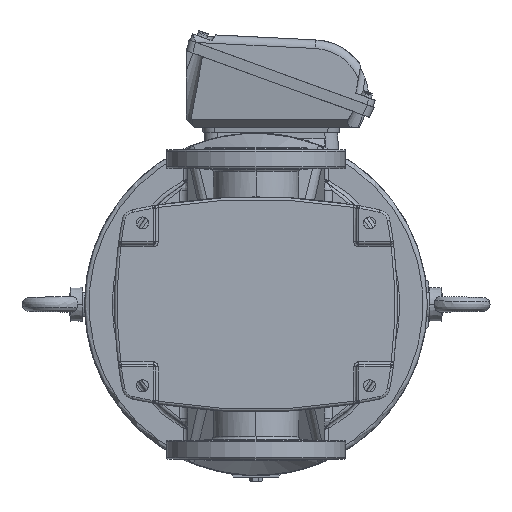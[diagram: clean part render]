
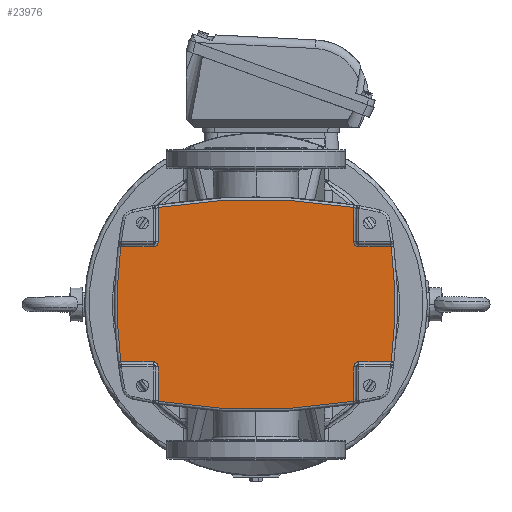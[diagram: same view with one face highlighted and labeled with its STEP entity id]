
A CAD part, front view. The second image highlights one B-rep face of the part: STEP entity #23976.
In plain terms, the highlighted planar face has unit normal (0, -1, 0).
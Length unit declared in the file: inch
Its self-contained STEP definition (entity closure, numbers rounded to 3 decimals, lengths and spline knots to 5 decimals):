
#183 = EDGE_CURVE ( 'NONE', #33780, #67820, #108186, .T. ) ;
#975 = CIRCLE ( 'NONE', #25426, 0.23622 ) ;
#1057 = CARTESIAN_POINT ( 'NONE',  ( -5.10078, -12.14937, 30.80709 ) ) ;
#4371 = DIRECTION ( 'NONE',  ( 0., -1., 0. ) ) ;
#5462 = LINE ( 'NONE', #16929, #120530 ) ;
#5666 = CARTESIAN_POINT ( 'NONE',  ( 2.22654, -12.14937, 21.83071 ) ) ;
#7002 = VERTEX_POINT ( 'NONE', #9715 ) ;
#7370 = AXIS2_PLACEMENT_3D ( 'NONE', #15562, #111385, #103090 ) ;
#7509 = CARTESIAN_POINT ( 'NONE',  ( -2.22676, -12.14937, 41.47638 ) ) ;
#9715 = CARTESIAN_POINT ( 'NONE',  ( 0.41111, -12.14937, 32.53468 ) ) ;
#9892 = ORIENTED_EDGE ( 'NONE', *, *, #60585, .T. ) ;
#11029 = CARTESIAN_POINT ( 'NONE',  ( -6.68003, -12.14937, 21.83071 ) ) ;
#12173 = EDGE_CURVE ( 'NONE', #38283, #50609, #23622, .T. ) ;
#13603 = DIRECTION ( 'NONE',  ( -1., 0., 0. ) ) ;
#13771 = LINE ( 'NONE', #14411, #42920 ) ;
#14032 = CARTESIAN_POINT ( 'NONE',  ( -6.68002, -12.14937, 21.83071 ) ) ;
#14411 = CARTESIAN_POINT ( 'NONE',  ( -4.86456, -12.14937, 21.59449 ) ) ;
#14719 = VERTEX_POINT ( 'NONE', #86567 ) ;
#15018 = EDGE_CURVE ( 'NONE', #52517, #37546, #975, .T. ) ;
#15562 = CARTESIAN_POINT ( 'NONE',  ( -2.22676, -12.14937, 26.3189 ) ) ;
#16848 = VECTOR ( 'NONE', #13603, 39.37008 ) ;
#16929 = CARTESIAN_POINT ( 'NONE',  ( -5.10078, -12.14937, 30.80709 ) ) ;
#18041 = ORIENTED_EDGE ( 'NONE', *, *, #183, .T. ) ;
#18499 = AXIS2_PLACEMENT_3D ( 'NONE', #7509, #34994, #65030 ) ;
#19029 = ORIENTED_EDGE ( 'NONE', *, *, #62106, .T. ) ;
#20776 = CARTESIAN_POINT ( 'NONE',  ( -4.86456, -12.14937, 32.53464 ) ) ;
#20919 = CIRCLE ( 'NONE', #33189, 0.23622 ) ;
#23261 = CIRCLE ( 'NONE', #55973, 27.44094 ) ;
#23442 = ORIENTED_EDGE ( 'NONE', *, *, #54957, .T. ) ;
#23565 = DIRECTION ( 'NONE',  ( 0.122, 0., 0.992 ) ) ;
#23622 = LINE ( 'NONE', #14032, #97390 ) ;
#23781 = DIRECTION ( 'NONE',  ( 0., -1., 0. ) ) ;
#23976 = ADVANCED_FACE ( 'NONE', ( #121614 ), #35367, .F. ) ;
#24822 = CIRCLE ( 'NONE', #47306, 21.53543 ) ;
#25268 = ORIENTED_EDGE ( 'NONE', *, *, #97005, .T. ) ;
#25426 = AXIS2_PLACEMENT_3D ( 'NONE', #39081, #104914, #57042 ) ;
#25541 = CARTESIAN_POINT ( 'NONE',  ( 0.64725, -12.14937, 21.83071 ) ) ;
#26276 = DIRECTION ( 'NONE',  ( 0.987, 0., -0.164 ) ) ;
#28406 = LINE ( 'NONE', #57197, #45625 ) ;
#30162 = VERTEX_POINT ( 'NONE', #1057 ) ;
#30397 = LINE ( 'NONE', #20776, #73265 ) ;
#31503 = VERTEX_POINT ( 'NONE', #93546 ) ;
#31947 = DIRECTION ( 'NONE',  ( 0., -1., 0. ) ) ;
#32233 = EDGE_CURVE ( 'NONE', #103040, #14719, #85757, .T. ) ;
#33189 = AXIS2_PLACEMENT_3D ( 'NONE', #80418, #68948, #119374 ) ;
#33780 = VERTEX_POINT ( 'NONE', #76980 ) ;
#34994 = DIRECTION ( 'NONE',  ( 0., -1., 0. ) ) ;
#35326 = CIRCLE ( 'NONE', #57779, 27.44094 ) ;
#35367 = PLANE ( 'NONE',  #7370 ) ;
#35529 = DIRECTION ( 'NONE',  ( 0., 1., 0. ) ) ;
#37546 = VERTEX_POINT ( 'NONE', #44265 ) ;
#38283 = VERTEX_POINT ( 'NONE', #11029 ) ;
#39081 = CARTESIAN_POINT ( 'NONE',  ( 0.64725, -12.14937, 31.04331 ) ) ;
#41268 = DIRECTION ( 'NONE',  ( 0., 1., 0. ) ) ;
#41543 = CARTESIAN_POINT ( 'NONE',  ( 20.39135, -12.14937, 26.3189 ) ) ;
#41789 = VERTEX_POINT ( 'NONE', #64955 ) ;
#42195 = DIRECTION ( 'NONE',  ( 1., 0., 0. ) ) ;
#42869 = CARTESIAN_POINT ( 'NONE',  ( 0.64725, -12.14937, 21.83071 ) ) ;
#42920 = VECTOR ( 'NONE', #112133, 39.37008 ) ;
#43150 = VERTEX_POINT ( 'NONE', #5666 ) ;
#43696 = ORIENTED_EDGE ( 'NONE', *, *, #56055, .T. ) ;
#44265 = CARTESIAN_POINT ( 'NONE',  ( 0.41103, -12.14937, 31.04331 ) ) ;
#45625 = VECTOR ( 'NONE', #67368, 39.37008 ) ;
#46415 = DIRECTION ( 'NONE',  ( 0., 0., 1. ) ) ;
#47306 = AXIS2_PLACEMENT_3D ( 'NONE', #111062, #4371, #23565 ) ;
#50430 = ORIENTED_EDGE ( 'NONE', *, *, #86188, .T. ) ;
#50609 = VERTEX_POINT ( 'NONE', #71486 ) ;
#52517 = VERTEX_POINT ( 'NONE', #117114 ) ;
#54365 = LINE ( 'NONE', #25541, #96654 ) ;
#54793 = CARTESIAN_POINT ( 'NONE',  ( -4.86456, -12.14937, 32.53464 ) ) ;
#54957 = EDGE_CURVE ( 'NONE', #31503, #30162, #65395, .T. ) ;
#55973 = AXIS2_PLACEMENT_3D ( 'NONE', #41543, #31947, #81125 ) ;
#55982 = CARTESIAN_POINT ( 'NONE',  ( 0.41103, -12.14937, 20.10316 ) ) ;
#56055 = EDGE_CURVE ( 'NONE', #30162, #41789, #5462, .T. ) ;
#57042 = DIRECTION ( 'NONE',  ( 0., 0., -1. ) ) ;
#57197 = CARTESIAN_POINT ( 'NONE',  ( 0.41103, -12.14937, 31.04331 ) ) ;
#57779 = AXIS2_PLACEMENT_3D ( 'NONE', #113788, #23781, #26276 ) ;
#59064 = EDGE_CURVE ( 'NONE', #73613, #52517, #70482, .T. ) ;
#59201 = DIRECTION ( 'NONE',  ( 1., 0., 0. ) ) ;
#60585 = EDGE_CURVE ( 'NONE', #50609, #120486, #20919, .T. ) ;
#61252 = AXIS2_PLACEMENT_3D ( 'NONE', #94929, #35529, #104481 ) ;
#61909 = ORIENTED_EDGE ( 'NONE', *, *, #75889, .T. ) ;
#62106 = EDGE_CURVE ( 'NONE', #37546, #7002, #28406, .T. ) ;
#62163 = VECTOR ( 'NONE', #46415, 39.37008 ) ;
#62690 = ORIENTED_EDGE ( 'NONE', *, *, #74284, .T. ) ;
#62729 = EDGE_CURVE ( 'NONE', #67820, #43150, #54365, .T. ) ;
#64410 = EDGE_LOOP ( 'NONE', ( #62690, #69735, #71588, #19029, #122588, #124800, #23442, #43696, #61909, #99449, #9892, #25268, #109430, #50430, #18041, #97709 ) ) ;
#64546 = DIRECTION ( 'NONE',  ( 1., 0., 0. ) ) ;
#64955 = CARTESIAN_POINT ( 'NONE',  ( -6.68008, -12.14937, 30.80709 ) ) ;
#65030 = DIRECTION ( 'NONE',  ( -0.122, 0., -0.992 ) ) ;
#65395 = CIRCLE ( 'NONE', #98035, 0.23622 ) ;
#67368 = DIRECTION ( 'NONE',  ( 0., 0., 1. ) ) ;
#67820 = VERTEX_POINT ( 'NONE', #42869 ) ;
#68663 = LINE ( 'NONE', #55982, #62163 ) ;
#68948 = DIRECTION ( 'NONE',  ( 0., 1., 0. ) ) ;
#69735 = ORIENTED_EDGE ( 'NONE', *, *, #59064, .T. ) ;
#70482 = LINE ( 'NONE', #90946, #16848 ) ;
#71486 = CARTESIAN_POINT ( 'NONE',  ( -5.10078, -12.14937, 21.83071 ) ) ;
#71588 = ORIENTED_EDGE ( 'NONE', *, *, #15018, .T. ) ;
#71798 = EDGE_CURVE ( 'NONE', #7002, #83591, #24822, .T. ) ;
#72557 = DIRECTION ( 'NONE',  ( -1., 0., 0. ) ) ;
#73265 = VECTOR ( 'NONE', #118514, 39.37008 ) ;
#73613 = VERTEX_POINT ( 'NONE', #98098 ) ;
#74258 = CARTESIAN_POINT ( 'NONE',  ( -4.86456, -12.14937, 20.10326 ) ) ;
#74284 = EDGE_CURVE ( 'NONE', #43150, #73613, #35326, .T. ) ;
#75889 = EDGE_CURVE ( 'NONE', #41789, #38283, #23261, .T. ) ;
#76980 = CARTESIAN_POINT ( 'NONE',  ( 0.41103, -12.14937, 21.59449 ) ) ;
#80418 = CARTESIAN_POINT ( 'NONE',  ( -5.10078, -12.14937, 21.59449 ) ) ;
#81125 = DIRECTION ( 'NONE',  ( -0.987, 0., 0.164 ) ) ;
#83591 = VERTEX_POINT ( 'NONE', #54793 ) ;
#85757 = CIRCLE ( 'NONE', #18499, 21.53543 ) ;
#86188 = EDGE_CURVE ( 'NONE', #14719, #33780, #68663, .T. ) ;
#86567 = CARTESIAN_POINT ( 'NONE',  ( 0.41106, -12.14937, 20.10311 ) ) ;
#88566 = CARTESIAN_POINT ( 'NONE',  ( -5.10078, -12.14937, 31.04331 ) ) ;
#90946 = CARTESIAN_POINT ( 'NONE',  ( 2.22649, -12.14937, 30.80709 ) ) ;
#93546 = CARTESIAN_POINT ( 'NONE',  ( -4.86456, -12.14937, 31.04331 ) ) ;
#94929 = CARTESIAN_POINT ( 'NONE',  ( 0.64725, -12.14937, 21.59449 ) ) ;
#96654 = VECTOR ( 'NONE', #64546, 39.37008 ) ;
#97005 = EDGE_CURVE ( 'NONE', #120486, #103040, #13771, .T. ) ;
#97390 = VECTOR ( 'NONE', #42195, 39.37008 ) ;
#97709 = ORIENTED_EDGE ( 'NONE', *, *, #62729, .T. ) ;
#98035 = AXIS2_PLACEMENT_3D ( 'NONE', #88566, #41268, #59201 ) ;
#98098 = CARTESIAN_POINT ( 'NONE',  ( 2.22654, -12.14937, 30.80712 ) ) ;
#99449 = ORIENTED_EDGE ( 'NONE', *, *, #12173, .T. ) ;
#103040 = VERTEX_POINT ( 'NONE', #74258 ) ;
#103090 = DIRECTION ( 'NONE',  ( 1., 0., 0. ) ) ;
#104481 = DIRECTION ( 'NONE',  ( -1., 0., 0. ) ) ;
#104914 = DIRECTION ( 'NONE',  ( 0., 1., 0. ) ) ;
#105449 = CARTESIAN_POINT ( 'NONE',  ( -4.86456, -12.14937, 21.59449 ) ) ;
#108186 = CIRCLE ( 'NONE', #61252, 0.23622 ) ;
#109430 = ORIENTED_EDGE ( 'NONE', *, *, #32233, .T. ) ;
#111062 = CARTESIAN_POINT ( 'NONE',  ( -2.22676, -12.14937, 11.16142 ) ) ;
#111385 = DIRECTION ( 'NONE',  ( 0., 1., 0. ) ) ;
#112133 = DIRECTION ( 'NONE',  ( 0., 0., -1. ) ) ;
#112695 = EDGE_CURVE ( 'NONE', #83591, #31503, #30397, .T. ) ;
#113788 = CARTESIAN_POINT ( 'NONE',  ( -24.84487, -12.14937, 26.3189 ) ) ;
#117114 = CARTESIAN_POINT ( 'NONE',  ( 0.64725, -12.14937, 30.80709 ) ) ;
#118514 = DIRECTION ( 'NONE',  ( 0., 0., -1. ) ) ;
#119374 = DIRECTION ( 'NONE',  ( 0., 0., 1. ) ) ;
#120486 = VERTEX_POINT ( 'NONE', #105449 ) ;
#120530 = VECTOR ( 'NONE', #72557, 39.37008 ) ;
#121614 = FACE_OUTER_BOUND ( 'NONE', #64410, .T. ) ;
#122588 = ORIENTED_EDGE ( 'NONE', *, *, #71798, .T. ) ;
#124800 = ORIENTED_EDGE ( 'NONE', *, *, #112695, .T. ) ;
